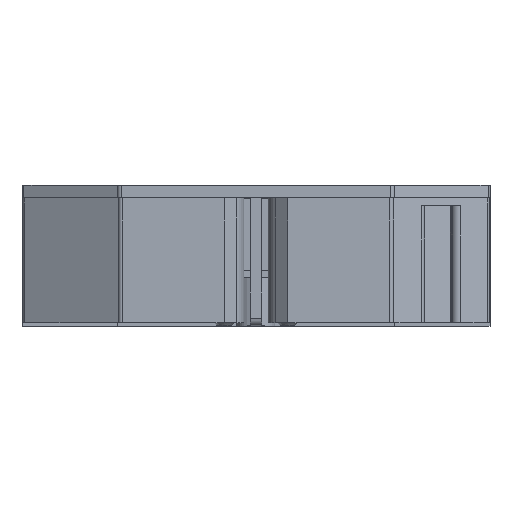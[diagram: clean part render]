
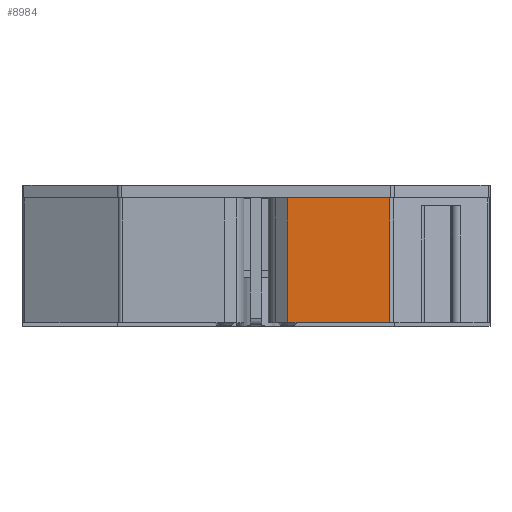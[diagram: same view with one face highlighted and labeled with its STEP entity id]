
A CAD part, top view. The second image highlights one B-rep face of the part: STEP entity #8984.
In plain terms, the highlighted planar face has unit normal (0, 0, 1).
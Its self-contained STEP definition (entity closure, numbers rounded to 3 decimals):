
#935=ORIENTED_EDGE('',*,*,#2758,.F.);
#936=ORIENTED_EDGE('',*,*,#2759,.F.);
#937=ORIENTED_EDGE('',*,*,#2760,.T.);
#938=ORIENTED_EDGE('',*,*,#2427,.T.);
#2427=EDGE_CURVE('',#3399,#3398,#4049,.T.);
#2758=EDGE_CURVE('',#3668,#3398,#4269,.T.);
#2759=EDGE_CURVE('',#3669,#3668,#4270,.T.);
#2760=EDGE_CURVE('',#3669,#3399,#4271,.T.);
#3398=VERTEX_POINT('',#11858);
#3399=VERTEX_POINT('',#11860);
#3668=VERTEX_POINT('',#12565);
#3669=VERTEX_POINT('',#12567);
#4049=LINE('',#11859,#4704);
#4269=LINE('',#12564,#4924);
#4270=LINE('',#12566,#4925);
#4271=LINE('',#12568,#4926);
#4704=VECTOR('',#9931,1000.);
#4924=VECTOR('',#10491,1000.);
#4925=VECTOR('',#10492,1000.);
#4926=VECTOR('',#10493,1000.);
#5428=EDGE_LOOP('',(#935,#936,#937,#938));
#5835=FACE_BOUND('',#5428,.T.);
#6213=PLANE('',#9456);
#8984=ADVANCED_FACE('',(#5835),#6213,.F.);
#9456=AXIS2_PLACEMENT_3D('',#12563,#10489,#10490);
#9931=DIRECTION('',(-1.,0.,0.));
#10489=DIRECTION('',(0.,0.,-1.));
#10490=DIRECTION('',(-1.,0.,0.));
#10491=DIRECTION('',(0.,1.,0.));
#10492=DIRECTION('',(-1.,0.,0.));
#10493=DIRECTION('',(0.,1.,0.));
#11858=CARTESIAN_POINT('',(4.093,-1.6,31.4));
#11859=CARTESIAN_POINT('',(4.093,-1.6,31.4));
#11860=CARTESIAN_POINT('',(17.169,-1.6,31.4));
#12563=CARTESIAN_POINT('',(4.093,-17.6,31.4));
#12564=CARTESIAN_POINT('',(4.093,-17.6,31.4));
#12565=CARTESIAN_POINT('',(4.093,-17.6,31.4));
#12566=CARTESIAN_POINT('',(4.093,-17.6,31.4));
#12567=CARTESIAN_POINT('',(17.169,-17.6,31.4));
#12568=CARTESIAN_POINT('',(17.169,-17.6,31.4));
